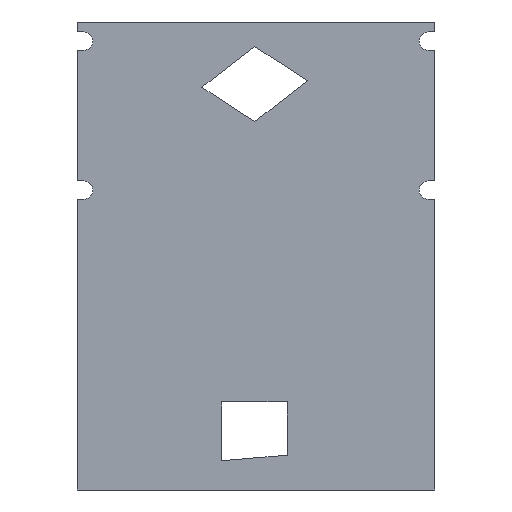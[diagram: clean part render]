
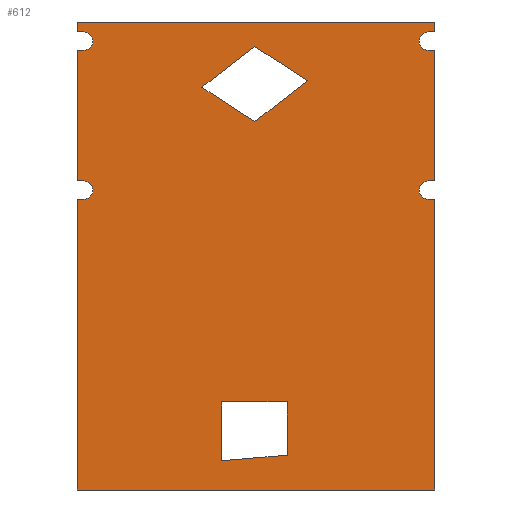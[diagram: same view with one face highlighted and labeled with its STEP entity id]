
A CAD part, left-side view. The second image highlights one B-rep face of the part: STEP entity #612.
In plain terms, the highlighted planar face has unit normal (-1, 0, 0).
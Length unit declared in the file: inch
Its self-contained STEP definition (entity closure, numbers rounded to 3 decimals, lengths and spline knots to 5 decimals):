
#18=FACE_BOUND('',#62,.T.);
#19=FACE_BOUND('',#63,.T.);
#22=CIRCLE('',#651,1.08);
#23=CIRCLE('',#652,1.08);
#24=CIRCLE('',#653,1.08);
#25=CIRCLE('',#654,1.08);
#31=FACE_OUTER_BOUND('',#61,.T.);
#61=EDGE_LOOP('',(#390,#391,#392,#393,#394,#395,#396,#397,#398,#399,#400,
#401,#402,#403,#404,#405,#406,#407,#408,#409));
#62=EDGE_LOOP('',(#410,#411,#412,#413));
#63=EDGE_LOOP('',(#414,#415,#416,#417));
#94=LINE('',#845,#170);
#98=LINE('',#854,#174);
#99=LINE('',#856,#175);
#100=LINE('',#860,#176);
#101=LINE('',#861,#177);
#102=LINE('',#863,#178);
#103=LINE('',#865,#179);
#104=LINE('',#869,#180);
#105=LINE('',#871,#181);
#106=LINE('',#873,#182);
#107=LINE('',#877,#183);
#108=LINE('',#879,#184);
#109=LINE('',#881,#185);
#110=LINE('',#883,#186);
#111=LINE('',#885,#187);
#112=LINE('',#888,#188);
#113=LINE('',#891,#189);
#114=LINE('',#893,#190);
#115=LINE('',#895,#191);
#116=LINE('',#896,#192);
#117=LINE('',#899,#193);
#118=LINE('',#901,#194);
#119=LINE('',#903,#195);
#120=LINE('',#904,#196);
#170=VECTOR('',#691,42.);
#174=VECTOR('',#697,15.34);
#175=VECTOR('',#698,0.75);
#176=VECTOR('',#701,0.75);
#177=VECTOR('',#702,1.17);
#178=VECTOR('',#703,1.17);
#179=VECTOR('',#704,0.75);
#180=VECTOR('',#707,0.75);
#181=VECTOR('',#708,15.34);
#182=VECTOR('',#709,0.75);
#183=VECTOR('',#712,0.75);
#184=VECTOR('',#713,34.17);
#185=VECTOR('',#714,42.);
#186=VECTOR('',#715,34.17);
#187=VECTOR('',#716,0.75);
#188=VECTOR('',#719,0.75);
#189=VECTOR('',#720,7.68979);
#190=VECTOR('',#721,6.25113);
#191=VECTOR('',#722,7.7177);
#192=VECTOR('',#723,6.90696);
#193=VECTOR('',#724,7.85244);
#194=VECTOR('',#725,7.4076);
#195=VECTOR('',#726,7.85244);
#196=VECTOR('',#727,7.4076);
#246=VERTEX_POINT('',#843);
#247=VERTEX_POINT('',#844);
#250=VERTEX_POINT('',#852);
#251=VERTEX_POINT('',#853);
#252=VERTEX_POINT('',#855);
#253=VERTEX_POINT('',#857);
#254=VERTEX_POINT('',#859);
#255=VERTEX_POINT('',#862);
#256=VERTEX_POINT('',#864);
#257=VERTEX_POINT('',#866);
#258=VERTEX_POINT('',#868);
#259=VERTEX_POINT('',#870);
#260=VERTEX_POINT('',#872);
#261=VERTEX_POINT('',#874);
#262=VERTEX_POINT('',#876);
#263=VERTEX_POINT('',#878);
#264=VERTEX_POINT('',#880);
#265=VERTEX_POINT('',#882);
#266=VERTEX_POINT('',#884);
#267=VERTEX_POINT('',#886);
#268=VERTEX_POINT('',#889);
#269=VERTEX_POINT('',#890);
#270=VERTEX_POINT('',#892);
#271=VERTEX_POINT('',#894);
#272=VERTEX_POINT('',#897);
#273=VERTEX_POINT('',#898);
#274=VERTEX_POINT('',#900);
#275=VERTEX_POINT('',#902);
#302=EDGE_CURVE('',#246,#247,#94,.T.);
#306=EDGE_CURVE('',#250,#251,#98,.T.);
#307=EDGE_CURVE('',#252,#251,#99,.T.);
#308=EDGE_CURVE('',#253,#252,#22,.T.);
#309=EDGE_CURVE('',#253,#254,#100,.T.);
#310=EDGE_CURVE('',#254,#246,#101,.T.);
#311=EDGE_CURVE('',#255,#247,#102,.T.);
#312=EDGE_CURVE('',#256,#255,#103,.T.);
#313=EDGE_CURVE('',#257,#256,#23,.T.);
#314=EDGE_CURVE('',#257,#258,#104,.T.);
#315=EDGE_CURVE('',#259,#258,#105,.T.);
#316=EDGE_CURVE('',#259,#260,#106,.T.);
#317=EDGE_CURVE('',#261,#260,#24,.T.);
#318=EDGE_CURVE('',#261,#262,#107,.T.);
#319=EDGE_CURVE('',#263,#262,#108,.T.);
#320=EDGE_CURVE('',#263,#264,#109,.T.);
#321=EDGE_CURVE('',#264,#265,#110,.T.);
#322=EDGE_CURVE('',#266,#265,#111,.T.);
#323=EDGE_CURVE('',#267,#266,#25,.T.);
#324=EDGE_CURVE('',#250,#267,#112,.T.);
#325=EDGE_CURVE('',#268,#269,#113,.T.);
#326=EDGE_CURVE('',#270,#268,#114,.T.);
#327=EDGE_CURVE('',#271,#270,#115,.T.);
#328=EDGE_CURVE('',#271,#269,#116,.T.);
#329=EDGE_CURVE('',#272,#273,#117,.T.);
#330=EDGE_CURVE('',#274,#272,#118,.T.);
#331=EDGE_CURVE('',#275,#274,#119,.T.);
#332=EDGE_CURVE('',#273,#275,#120,.T.);
#390=ORIENTED_EDGE('',*,*,#306,.T.);
#391=ORIENTED_EDGE('',*,*,#307,.F.);
#392=ORIENTED_EDGE('',*,*,#308,.F.);
#393=ORIENTED_EDGE('',*,*,#309,.T.);
#394=ORIENTED_EDGE('',*,*,#310,.T.);
#395=ORIENTED_EDGE('',*,*,#302,.T.);
#396=ORIENTED_EDGE('',*,*,#311,.F.);
#397=ORIENTED_EDGE('',*,*,#312,.F.);
#398=ORIENTED_EDGE('',*,*,#313,.F.);
#399=ORIENTED_EDGE('',*,*,#314,.T.);
#400=ORIENTED_EDGE('',*,*,#315,.F.);
#401=ORIENTED_EDGE('',*,*,#316,.T.);
#402=ORIENTED_EDGE('',*,*,#317,.F.);
#403=ORIENTED_EDGE('',*,*,#318,.T.);
#404=ORIENTED_EDGE('',*,*,#319,.F.);
#405=ORIENTED_EDGE('',*,*,#320,.T.);
#406=ORIENTED_EDGE('',*,*,#321,.T.);
#407=ORIENTED_EDGE('',*,*,#322,.F.);
#408=ORIENTED_EDGE('',*,*,#323,.F.);
#409=ORIENTED_EDGE('',*,*,#324,.F.);
#410=ORIENTED_EDGE('',*,*,#325,.F.);
#411=ORIENTED_EDGE('',*,*,#326,.F.);
#412=ORIENTED_EDGE('',*,*,#327,.F.);
#413=ORIENTED_EDGE('',*,*,#328,.T.);
#414=ORIENTED_EDGE('',*,*,#329,.F.);
#415=ORIENTED_EDGE('',*,*,#330,.F.);
#416=ORIENTED_EDGE('',*,*,#331,.F.);
#417=ORIENTED_EDGE('',*,*,#332,.F.);
#555=PLANE('',#650);
#612=ADVANCED_FACE('',(#31,#18,#19),#555,.F.);
#650=AXIS2_PLACEMENT_3D('',#851,#695,#696);
#651=AXIS2_PLACEMENT_3D('',#858,#699,#700);
#652=AXIS2_PLACEMENT_3D('',#867,#705,#706);
#653=AXIS2_PLACEMENT_3D('',#875,#710,#711);
#654=AXIS2_PLACEMENT_3D('',#887,#717,#718);
#691=DIRECTION('',(0.,1.,0.));
#695=DIRECTION('center_axis',(1.,0.,0.));
#696=DIRECTION('ref_axis',(0.,1.,0.));
#697=DIRECTION('',(0.,0.,1.));
#698=DIRECTION('',(0.,-1.,0.));
#699=DIRECTION('center_axis',(-1.,0.,0.));
#700=DIRECTION('ref_axis',(0.,0.,1.));
#701=DIRECTION('',(0.,-1.,0.));
#702=DIRECTION('',(0.,0.,1.));
#703=DIRECTION('',(0.,0.,1.));
#704=DIRECTION('',(0.,1.,0.));
#705=DIRECTION('center_axis',(-1.,0.,0.));
#706=DIRECTION('ref_axis',(0.,0.,-1.));
#707=DIRECTION('',(0.,1.,0.));
#708=DIRECTION('',(0.,0.,1.));
#709=DIRECTION('',(0.,-1.,0.));
#710=DIRECTION('center_axis',(-1.,0.,0.));
#711=DIRECTION('ref_axis',(0.,0.,-1.));
#712=DIRECTION('',(0.,1.,0.));
#713=DIRECTION('',(0.,0.,1.));
#714=DIRECTION('',(0.,-1.,0.));
#715=DIRECTION('',(0.,0.,1.));
#716=DIRECTION('',(0.,-1.,0.));
#717=DIRECTION('center_axis',(-1.,0.,0.));
#718=DIRECTION('ref_axis',(0.,0.,1.));
#719=DIRECTION('',(0.,1.,0.));
#720=DIRECTION('',(0.,1.,0.));
#721=DIRECTION('',(0.,0.,1.));
#722=DIRECTION('',(0.,-0.996,0.085));
#723=DIRECTION('',(0.,0.,1.));
#724=DIRECTION('',(0.,0.792,-0.611));
#725=DIRECTION('',(0.,0.839,0.544));
#726=DIRECTION('',(0.,-0.792,0.611));
#727=DIRECTION('',(0.,-0.839,-0.544));
#843=CARTESIAN_POINT('',(21.15,-21.,55.));
#844=CARTESIAN_POINT('',(21.15,21.,55.));
#845=CARTESIAN_POINT('',(21.15,-21.,55.));
#851=CARTESIAN_POINT('Origin',(21.15,0.,27.5));
#852=CARTESIAN_POINT('',(21.15,-21.,36.33));
#853=CARTESIAN_POINT('',(21.15,-21.,51.67));
#854=CARTESIAN_POINT('',(21.15,-21.,36.33));
#855=CARTESIAN_POINT('',(21.15,-20.25,51.67));
#856=CARTESIAN_POINT('',(21.15,-20.25,51.67));
#857=CARTESIAN_POINT('',(21.15,-20.25,53.83));
#858=CARTESIAN_POINT('Origin',(21.15,-20.25,52.75));
#859=CARTESIAN_POINT('',(21.15,-21.,53.83));
#860=CARTESIAN_POINT('',(21.15,-20.25,53.83));
#861=CARTESIAN_POINT('',(21.15,-21.,53.83));
#862=CARTESIAN_POINT('',(21.15,21.,53.83));
#863=CARTESIAN_POINT('',(21.15,21.,53.83));
#864=CARTESIAN_POINT('',(21.15,20.25,53.83));
#865=CARTESIAN_POINT('',(21.15,20.25,53.83));
#866=CARTESIAN_POINT('',(21.15,20.25,51.67));
#867=CARTESIAN_POINT('Origin',(21.15,20.25,52.75));
#868=CARTESIAN_POINT('',(21.15,21.,51.67));
#869=CARTESIAN_POINT('',(21.15,20.25,51.67));
#870=CARTESIAN_POINT('',(21.15,21.,36.33));
#871=CARTESIAN_POINT('',(21.15,21.,36.33));
#872=CARTESIAN_POINT('',(21.15,20.25,36.33));
#873=CARTESIAN_POINT('',(21.15,21.,36.33));
#874=CARTESIAN_POINT('',(21.15,20.25,34.17));
#875=CARTESIAN_POINT('Origin',(21.15,20.25,35.25));
#876=CARTESIAN_POINT('',(21.15,21.,34.17));
#877=CARTESIAN_POINT('',(21.15,20.25,34.17));
#878=CARTESIAN_POINT('',(21.15,21.,0.));
#879=CARTESIAN_POINT('',(21.15,21.,0.));
#880=CARTESIAN_POINT('',(21.15,-21.,0.));
#881=CARTESIAN_POINT('',(21.15,21.,0.));
#882=CARTESIAN_POINT('',(21.15,-21.,34.17));
#883=CARTESIAN_POINT('',(21.15,-21.,0.));
#884=CARTESIAN_POINT('',(21.15,-20.25,34.17));
#885=CARTESIAN_POINT('',(21.15,-20.25,34.17));
#886=CARTESIAN_POINT('',(21.15,-20.25,36.33));
#887=CARTESIAN_POINT('Origin',(21.15,-20.25,35.25));
#888=CARTESIAN_POINT('',(21.15,-21.,36.33));
#889=CARTESIAN_POINT('',(21.15,-3.6586,10.34702));
#890=CARTESIAN_POINT('',(21.15,4.03119,10.34702));
#891=CARTESIAN_POINT('',(21.15,-3.6586,10.34702));
#892=CARTESIAN_POINT('',(21.15,-3.6586,4.09589));
#893=CARTESIAN_POINT('',(21.15,-3.6586,4.09589));
#894=CARTESIAN_POINT('',(21.15,4.03119,3.44006));
#895=CARTESIAN_POINT('',(21.15,4.03119,3.44006));
#896=CARTESIAN_POINT('',(21.15,4.03119,3.44006));
#897=CARTESIAN_POINT('',(21.15,0.1421,52.11912));
#898=CARTESIAN_POINT('',(21.15,6.35879,47.32188));
#899=CARTESIAN_POINT('',(21.15,0.1421,52.11912));
#900=CARTESIAN_POINT('',(21.15,-6.07459,48.09106));
#901=CARTESIAN_POINT('',(21.15,-6.07459,48.09106));
#902=CARTESIAN_POINT('',(21.15,0.1421,43.29381));
#903=CARTESIAN_POINT('',(21.15,0.1421,43.29381));
#904=CARTESIAN_POINT('',(21.15,6.35879,47.32188));
